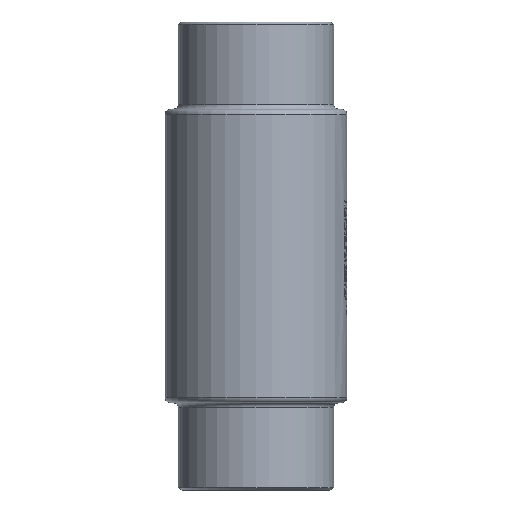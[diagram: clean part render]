
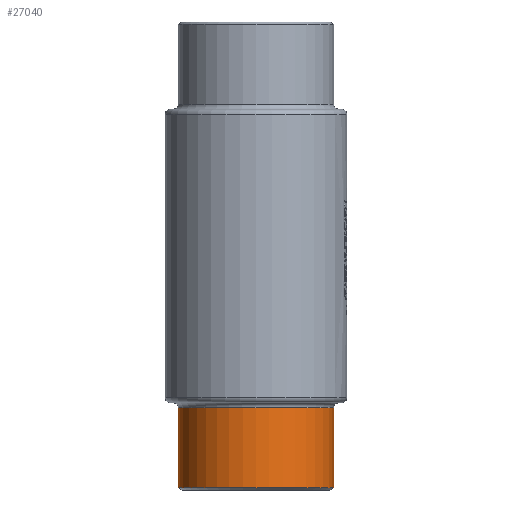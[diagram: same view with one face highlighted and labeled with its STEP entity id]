
A CAD part, front view. The second image highlights one B-rep face of the part: STEP entity #27040.
In plain terms, the highlighted cylindrical face has radius 44.45 mm (diameter 88.9 mm), a partial arc.
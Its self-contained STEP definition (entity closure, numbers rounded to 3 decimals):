
#163 = EDGE_CURVE ( 'NONE', #25286, #7792, #3859, .T. ) ;
#193 = CARTESIAN_POINT ( 'NONE',  ( 0., 0., -266.73 ) ) ;
#677 = CARTESIAN_POINT ( 'NONE',  ( 0., 0., -221. ) ) ;
#1346 = ORIENTED_EDGE ( 'NONE', *, *, #163, .T. ) ;
#1441 = CARTESIAN_POINT ( 'NONE',  ( -44.45, 0., -266.73 ) ) ;
#2571 = VECTOR ( 'NONE', #16416, 1000. ) ;
#2934 = AXIS2_PLACEMENT_3D ( 'NONE', #193, #19698, #21981 ) ;
#3039 = AXIS2_PLACEMENT_3D ( 'NONE', #677, #9368, #13925 ) ;
#3859 = CIRCLE ( 'NONE', #2934, 44.45 ) ;
#4026 = CARTESIAN_POINT ( 'NONE',  ( 44.45, 0., -266.73 ) ) ;
#4083 = ORIENTED_EDGE ( 'NONE', *, *, #19827, .T. ) ;
#6103 = CARTESIAN_POINT ( 'NONE',  ( 0., 0., -268. ) ) ;
#7156 = AXIS2_PLACEMENT_3D ( 'NONE', #6103, #21043, #10516 ) ;
#7584 = DIRECTION ( 'NONE',  ( 0., 0., -1. ) ) ;
#7792 = VERTEX_POINT ( 'NONE', #4026 ) ;
#9368 = DIRECTION ( 'NONE',  ( 0., 0., -1. ) ) ;
#9573 = VERTEX_POINT ( 'NONE', #18333 ) ;
#9723 = LINE ( 'NONE', #22674, #2571 ) ;
#10377 = CYLINDRICAL_SURFACE ( 'NONE', #7156, 44.45 ) ;
#10516 = DIRECTION ( 'NONE',  ( 1., 0., 0. ) ) ;
#11177 = EDGE_LOOP ( 'NONE', ( #4083, #27103, #1346, #24026 ) ) ;
#13925 = DIRECTION ( 'NONE',  ( 1., 0., 0. ) ) ;
#14267 = LINE ( 'NONE', #22801, #23126 ) ;
#15032 = EDGE_CURVE ( 'NONE', #9573, #7792, #14267, .T. ) ;
#16416 = DIRECTION ( 'NONE',  ( 0., 0., -1. ) ) ;
#16637 = FACE_OUTER_BOUND ( 'NONE', #11177, .T. ) ;
#18333 = CARTESIAN_POINT ( 'NONE',  ( 44.45, 0., -221. ) ) ;
#19115 = VERTEX_POINT ( 'NONE', #27222 ) ;
#19140 = EDGE_CURVE ( 'NONE', #19115, #25286, #9723, .T. ) ;
#19698 = DIRECTION ( 'NONE',  ( 0., 0., 1. ) ) ;
#19827 = EDGE_CURVE ( 'NONE', #9573, #19115, #24858, .T. ) ;
#21043 = DIRECTION ( 'NONE',  ( 0., 0., -1. ) ) ;
#21981 = DIRECTION ( 'NONE',  ( 1., 0., 0. ) ) ;
#22674 = CARTESIAN_POINT ( 'NONE',  ( -44.45, 0., -268. ) ) ;
#22801 = CARTESIAN_POINT ( 'NONE',  ( 44.45, 0., -268. ) ) ;
#23126 = VECTOR ( 'NONE', #7584, 1000. ) ;
#24026 = ORIENTED_EDGE ( 'NONE', *, *, #15032, .F. ) ;
#24858 = CIRCLE ( 'NONE', #3039, 44.45 ) ;
#25286 = VERTEX_POINT ( 'NONE', #1441 ) ;
#27040 = ADVANCED_FACE ( 'NONE', ( #16637 ), #10377, .T. ) ;
#27103 = ORIENTED_EDGE ( 'NONE', *, *, #19140, .T. ) ;
#27222 = CARTESIAN_POINT ( 'NONE',  ( -44.45, 0., -221. ) ) ;
